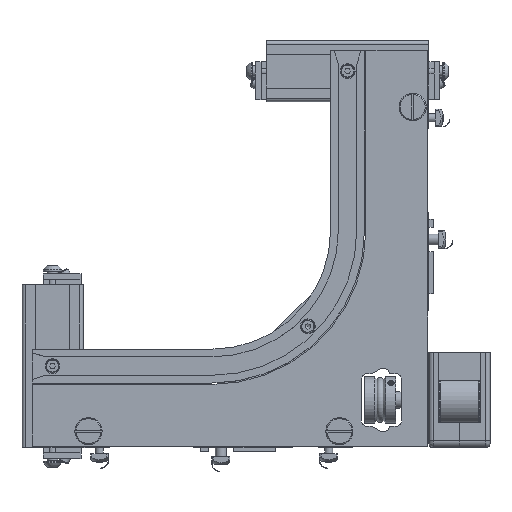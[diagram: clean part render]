
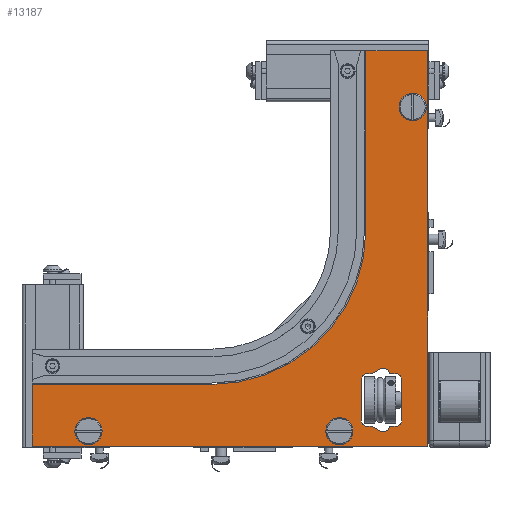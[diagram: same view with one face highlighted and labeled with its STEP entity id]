
A CAD part, top view. The second image highlights one B-rep face of the part: STEP entity #13187.
In plain terms, the highlighted planar face has unit normal (0, 0, 1).
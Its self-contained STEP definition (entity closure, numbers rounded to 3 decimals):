
#882=LINE('',#20460,#1989);
#886=LINE('',#20472,#1993);
#889=LINE('',#20478,#1996);
#893=LINE('',#20490,#2000);
#897=LINE('',#20502,#2004);
#900=LINE('',#20508,#2007);
#904=LINE('',#20520,#2011);
#908=LINE('',#20532,#2015);
#918=LINE('',#20560,#2025);
#920=LINE('',#20564,#2027);
#922=LINE('',#20568,#2029);
#924=LINE('',#20572,#2031);
#926=LINE('',#20576,#2033);
#928=LINE('',#20579,#2035);
#1989=VECTOR('',#16409,10.);
#1993=VECTOR('',#16421,10.);
#1996=VECTOR('',#16426,10.);
#2000=VECTOR('',#16438,10.);
#2004=VECTOR('',#16450,10.);
#2007=VECTOR('',#16455,10.);
#2011=VECTOR('',#16467,10.);
#2015=VECTOR('',#16479,10.);
#2025=VECTOR('',#16505,10.);
#2027=VECTOR('',#16509,10.);
#2029=VECTOR('',#16513,10.);
#2031=VECTOR('',#16517,10.);
#2033=VECTOR('',#16521,10.);
#2035=VECTOR('',#16525,10.);
#3263=FACE_BOUND('',#4206,.T.);
#3264=FACE_BOUND('',#4207,.T.);
#3265=FACE_BOUND('',#4208,.T.);
#3266=FACE_BOUND('',#4209,.T.);
#3452=FACE_OUTER_BOUND('',#4205,.T.);
#4205=EDGE_LOOP('',(#9204,#9205,#9206,#9207,#9208,#9209,#9210));
#4206=EDGE_LOOP('',(#9211));
#4207=EDGE_LOOP('',(#9212));
#4208=EDGE_LOOP('',(#9213));
#4209=EDGE_LOOP('',(#9214,#9215,#9216,#9217,#9218,#9219,#9220,#9221,#9222,
#9223,#9224,#9225,#9226,#9227));
#5034=CIRCLE('',#14759,3.3);
#5036=CIRCLE('',#14762,3.3);
#5038=CIRCLE('',#14765,3.3);
#5041=CIRCLE('',#14770,5.);
#5043=CIRCLE('',#14775,5.);
#5045=CIRCLE('',#14779,5.);
#5047=CIRCLE('',#14784,5.);
#5049=CIRCLE('',#14788,5.);
#5051=CIRCLE('',#14792,5.);
#5053=CIRCLE('',#14796,113.5);
#5716=VERTEX_POINT('',#20436);
#5718=VERTEX_POINT('',#20442);
#5720=VERTEX_POINT('',#20448);
#5724=VERTEX_POINT('',#20457);
#5725=VERTEX_POINT('',#20459);
#5727=VERTEX_POINT('',#20465);
#5729=VERTEX_POINT('',#20471);
#5731=VERTEX_POINT('',#20477);
#5733=VERTEX_POINT('',#20483);
#5735=VERTEX_POINT('',#20489);
#5737=VERTEX_POINT('',#20495);
#5739=VERTEX_POINT('',#20501);
#5741=VERTEX_POINT('',#20507);
#5743=VERTEX_POINT('',#20513);
#5745=VERTEX_POINT('',#20519);
#5747=VERTEX_POINT('',#20525);
#5749=VERTEX_POINT('',#20531);
#5757=VERTEX_POINT('',#20553);
#5758=VERTEX_POINT('',#20554);
#5759=VERTEX_POINT('',#20559);
#5760=VERTEX_POINT('',#20563);
#5761=VERTEX_POINT('',#20567);
#5762=VERTEX_POINT('',#20571);
#5763=VERTEX_POINT('',#20575);
#7050=EDGE_CURVE('',#5716,#5716,#5034,.T.);
#7053=EDGE_CURVE('',#5718,#5718,#5036,.T.);
#7056=EDGE_CURVE('',#5720,#5720,#5038,.T.);
#7061=EDGE_CURVE('',#5725,#5724,#882,.T.);
#7064=EDGE_CURVE('',#5727,#5725,#5041,.T.);
#7067=EDGE_CURVE('',#5729,#5727,#886,.T.);
#7070=EDGE_CURVE('',#5731,#5729,#889,.T.);
#7073=EDGE_CURVE('',#5733,#5731,#5043,.T.);
#7076=EDGE_CURVE('',#5735,#5733,#893,.T.);
#7079=EDGE_CURVE('',#5737,#5735,#5045,.T.);
#7082=EDGE_CURVE('',#5739,#5737,#897,.T.);
#7085=EDGE_CURVE('',#5741,#5739,#900,.T.);
#7088=EDGE_CURVE('',#5743,#5741,#5047,.T.);
#7091=EDGE_CURVE('',#5745,#5743,#904,.T.);
#7094=EDGE_CURVE('',#5747,#5745,#5049,.T.);
#7097=EDGE_CURVE('',#5749,#5747,#908,.T.);
#7100=EDGE_CURVE('',#5724,#5749,#5051,.T.);
#7108=EDGE_CURVE('',#5757,#5758,#5053,.T.);
#7111=EDGE_CURVE('',#5758,#5759,#918,.T.);
#7113=EDGE_CURVE('',#5759,#5760,#920,.T.);
#7115=EDGE_CURVE('',#5760,#5761,#922,.T.);
#7117=EDGE_CURVE('',#5761,#5762,#924,.T.);
#7119=EDGE_CURVE('',#5762,#5763,#926,.T.);
#7121=EDGE_CURVE('',#5763,#5757,#928,.T.);
#9204=ORIENTED_EDGE('',*,*,#7108,.F.);
#9205=ORIENTED_EDGE('',*,*,#7121,.F.);
#9206=ORIENTED_EDGE('',*,*,#7119,.F.);
#9207=ORIENTED_EDGE('',*,*,#7117,.F.);
#9208=ORIENTED_EDGE('',*,*,#7115,.F.);
#9209=ORIENTED_EDGE('',*,*,#7113,.F.);
#9210=ORIENTED_EDGE('',*,*,#7111,.F.);
#9211=ORIENTED_EDGE('',*,*,#7050,.T.);
#9212=ORIENTED_EDGE('',*,*,#7053,.T.);
#9213=ORIENTED_EDGE('',*,*,#7056,.T.);
#9214=ORIENTED_EDGE('',*,*,#7082,.T.);
#9215=ORIENTED_EDGE('',*,*,#7079,.T.);
#9216=ORIENTED_EDGE('',*,*,#7076,.T.);
#9217=ORIENTED_EDGE('',*,*,#7073,.T.);
#9218=ORIENTED_EDGE('',*,*,#7070,.T.);
#9219=ORIENTED_EDGE('',*,*,#7067,.T.);
#9220=ORIENTED_EDGE('',*,*,#7064,.T.);
#9221=ORIENTED_EDGE('',*,*,#7061,.T.);
#9222=ORIENTED_EDGE('',*,*,#7100,.T.);
#9223=ORIENTED_EDGE('',*,*,#7097,.T.);
#9224=ORIENTED_EDGE('',*,*,#7094,.T.);
#9225=ORIENTED_EDGE('',*,*,#7091,.T.);
#9226=ORIENTED_EDGE('',*,*,#7088,.T.);
#9227=ORIENTED_EDGE('',*,*,#7085,.T.);
#12760=PLANE('',#14803);
#13187=ADVANCED_FACE('',(#3452,#3263,#3264,#3265,#3266),#12760,.T.);
#14759=AXIS2_PLACEMENT_3D('',#20437,#16386,#16387);
#14762=AXIS2_PLACEMENT_3D('',#20443,#16393,#16394);
#14765=AXIS2_PLACEMENT_3D('',#20449,#16400,#16401);
#14770=AXIS2_PLACEMENT_3D('',#20466,#16415,#16416);
#14775=AXIS2_PLACEMENT_3D('',#20484,#16432,#16433);
#14779=AXIS2_PLACEMENT_3D('',#20496,#16444,#16445);
#14784=AXIS2_PLACEMENT_3D('',#20514,#16461,#16462);
#14788=AXIS2_PLACEMENT_3D('',#20526,#16473,#16474);
#14792=AXIS2_PLACEMENT_3D('',#20536,#16485,#16486);
#14796=AXIS2_PLACEMENT_3D('',#20555,#16499,#16500);
#14803=AXIS2_PLACEMENT_3D('',#20580,#16526,#16527);
#16386=DIRECTION('center_axis',(0.,0.,-1.));
#16387=DIRECTION('ref_axis',(1.,0.,0.));
#16393=DIRECTION('center_axis',(0.,0.,-1.));
#16394=DIRECTION('ref_axis',(1.,0.,0.));
#16400=DIRECTION('center_axis',(0.,0.,-1.));
#16401=DIRECTION('ref_axis',(1.,0.,0.));
#16409=DIRECTION('',(0.,-1.,0.));
#16415=DIRECTION('center_axis',(0.,0.,-1.));
#16416=DIRECTION('ref_axis',(0.2,-0.98,0.));
#16421=DIRECTION('',(0.53,-0.848,0.));
#16426=DIRECTION('',(0.,-1.,0.));
#16432=DIRECTION('center_axis',(0.,0.,-1.));
#16433=DIRECTION('ref_axis',(1.,0.,0.));
#16438=DIRECTION('',(1.,0.,0.));
#16444=DIRECTION('center_axis',(0.,0.,-1.));
#16445=DIRECTION('ref_axis',(0.,1.,0.));
#16450=DIRECTION('',(0.,1.,0.));
#16455=DIRECTION('',(0.53,0.848,0.));
#16461=DIRECTION('center_axis',(0.,0.,-1.));
#16462=DIRECTION('ref_axis',(-0.848,0.53,0.));
#16467=DIRECTION('',(0.,1.,0.));
#16473=DIRECTION('center_axis',(0.,0.,-1.));
#16474=DIRECTION('ref_axis',(-1.,0.,0.));
#16479=DIRECTION('',(-1.,0.,0.));
#16485=DIRECTION('center_axis',(0.,0.,-1.));
#16486=DIRECTION('ref_axis',(0.,-1.,0.));
#16499=DIRECTION('center_axis',(0.,0.,1.));
#16500=DIRECTION('ref_axis',(-1.,0.,0.));
#16505=DIRECTION('',(1.,0.,0.));
#16509=DIRECTION('',(0.,-1.,0.));
#16513=DIRECTION('',(-1.,0.,0.));
#16517=DIRECTION('',(0.,1.,0.));
#16521=DIRECTION('',(1.,0.,0.));
#16525=DIRECTION('',(0.,-1.,0.));
#16526=DIRECTION('center_axis',(0.,0.,1.));
#16527=DIRECTION('ref_axis',(1.,0.,0.));
#20436=CARTESIAN_POINT('',(223.95,-11.75,0.75));
#20437=CARTESIAN_POINT('Origin',(227.25,-11.75,0.75));
#20442=CARTESIAN_POINT('',(-15.05,42.25,0.75));
#20443=CARTESIAN_POINT('Origin',(-11.75,42.25,0.75));
#20448=CARTESIAN_POINT('',(-15.05,227.25,0.75));
#20449=CARTESIAN_POINT('Origin',(-11.75,227.25,0.75));
#20457=CARTESIAN_POINT('',(30.75,1.25,0.75));
#20459=CARTESIAN_POINT('',(30.75,5.351,0.75));
#20460=CARTESIAN_POINT('',(30.75,37.76,0.75));
#20465=CARTESIAN_POINT('',(33.99,12.9,0.75));
#20466=CARTESIAN_POINT('Origin',(29.75,10.25,0.75));
#20471=CARTESIAN_POINT('',(30.75,18.085,0.75));
#20472=CARTESIAN_POINT('',(25.856,25.917,0.75));
#20477=CARTESIAN_POINT('',(30.75,21.25,0.75));
#20478=CARTESIAN_POINT('',(30.75,46.178,0.75));
#20483=CARTESIAN_POINT('',(25.75,26.25,0.75));
#20484=CARTESIAN_POINT('Origin',(25.75,21.25,0.75));
#20489=CARTESIAN_POINT('',(-3.25,26.25,0.75));
#20490=CARTESIAN_POINT('',(50.01,26.25,0.75));
#20495=CARTESIAN_POINT('',(-8.25,21.25,0.75));
#20496=CARTESIAN_POINT('Origin',(-3.25,21.25,0.75));
#20501=CARTESIAN_POINT('',(-8.25,18.085,0.75));
#20502=CARTESIAN_POINT('',(-8.25,47.76,0.75));
#20507=CARTESIAN_POINT('',(-11.49,12.9,0.75));
#20508=CARTESIAN_POINT('',(15.961,56.831,0.75));
#20513=CARTESIAN_POINT('',(-8.25,5.351,0.75));
#20514=CARTESIAN_POINT('Origin',(-7.25,10.25,0.75));
#20519=CARTESIAN_POINT('',(-8.25,1.25,0.75));
#20520=CARTESIAN_POINT('',(-8.25,39.811,0.75));
#20525=CARTESIAN_POINT('',(-3.25,-3.75,0.75));
#20526=CARTESIAN_POINT('Origin',(-3.25,1.25,0.75));
#20531=CARTESIAN_POINT('',(25.75,-3.75,0.75));
#20532=CARTESIAN_POINT('',(35.51,-3.75,0.75));
#20536=CARTESIAN_POINT('Origin',(25.75,1.25,0.75));
#20553=CARTESIAN_POINT('',(22.75,136.25,0.75));
#20554=CARTESIAN_POINT('',(136.25,22.75,0.75));
#20555=CARTESIAN_POINT('Origin',(136.25,136.25,0.75));
#20559=CARTESIAN_POINT('',(268.75,22.75,0.75));
#20560=CARTESIAN_POINT('',(136.25,22.75,0.75));
#20563=CARTESIAN_POINT('',(268.75,-22.75,0.75));
#20564=CARTESIAN_POINT('',(268.75,22.75,0.75));
#20567=CARTESIAN_POINT('',(-22.75,-22.75,0.75));
#20568=CARTESIAN_POINT('',(268.75,-22.75,0.75));
#20571=CARTESIAN_POINT('',(-22.75,268.75,0.75));
#20572=CARTESIAN_POINT('',(-22.75,-22.75,0.75));
#20575=CARTESIAN_POINT('',(22.75,268.75,0.75));
#20576=CARTESIAN_POINT('',(-22.75,268.75,0.75));
#20579=CARTESIAN_POINT('',(22.75,268.75,0.75));
#20580=CARTESIAN_POINT('Origin',(74.27,74.27,0.75));
